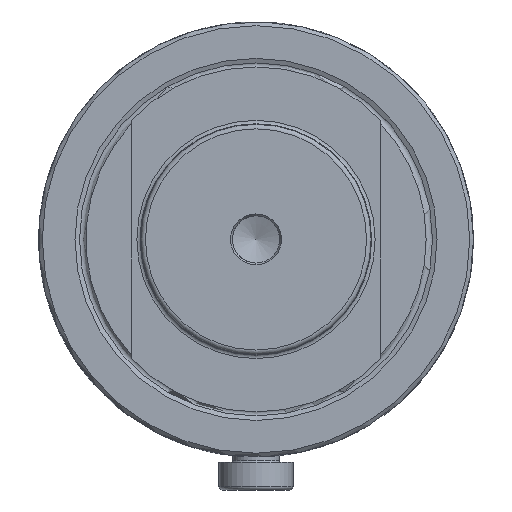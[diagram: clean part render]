
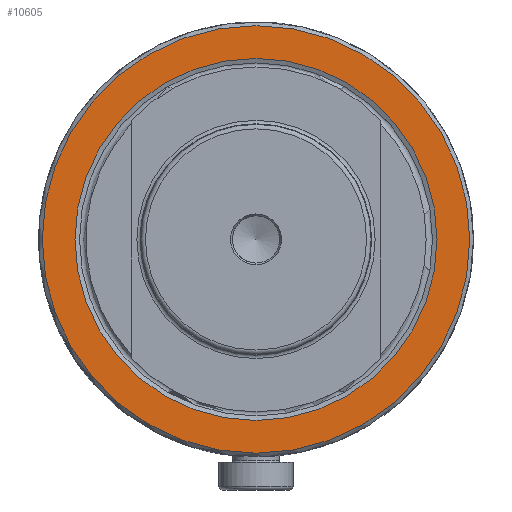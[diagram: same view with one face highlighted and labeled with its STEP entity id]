
A CAD part, left-side view. The second image highlights one B-rep face of the part: STEP entity #10605.
In plain terms, the highlighted planar face has unit normal (-1, 0, 0).
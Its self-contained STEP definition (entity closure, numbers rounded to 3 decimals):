
#437 = FACE_BOUND ( 'NONE', #19155, .T. ) ;
#3976 = EDGE_CURVE ( 'NONE', #13429, #13429, #24972, .T. ) ;
#4721 = CIRCLE ( 'NONE', #9514, 46.2 ) ;
#6229 = VERTEX_POINT ( 'NONE', #20725 ) ;
#6525 = AXIS2_PLACEMENT_3D ( 'NONE', #19088, #29623, #7412 ) ;
#7412 = DIRECTION ( 'NONE',  ( 0., -1., 0. ) ) ;
#9514 = AXIS2_PLACEMENT_3D ( 'NONE', #15253, #30312, #12794 ) ;
#9607 = CARTESIAN_POINT ( 'NONE',  ( -126., -39.126, 0. ) ) ;
#10605 = ADVANCED_FACE ( 'NONE', ( #437, #18687 ), #30452, .F. ) ;
#12794 = DIRECTION ( 'NONE',  ( 0., -1., 0. ) ) ;
#12836 = DIRECTION ( 'NONE',  ( 1., 0., 0. ) ) ;
#13429 = VERTEX_POINT ( 'NONE', #9607 ) ;
#15253 = CARTESIAN_POINT ( 'NONE',  ( -126., 0., 0. ) ) ;
#17508 = CARTESIAN_POINT ( 'NONE',  ( -126., 39.126, 0. ) ) ;
#18687 = FACE_OUTER_BOUND ( 'NONE', #24003, .T. ) ;
#19088 = CARTESIAN_POINT ( 'NONE',  ( -126., 0., 0. ) ) ;
#19155 = EDGE_LOOP ( 'NONE', ( #28135 ) ) ;
#19571 = EDGE_CURVE ( 'NONE', #6229, #6229, #4721, .T. ) ;
#20725 = CARTESIAN_POINT ( 'NONE',  ( -126., -46.2, 0. ) ) ;
#24003 = EDGE_LOOP ( 'NONE', ( #26490 ) ) ;
#24972 = CIRCLE ( 'NONE', #6525, 39.126 ) ;
#25612 = DIRECTION ( 'NONE',  ( 0., 1., 0. ) ) ;
#26490 = ORIENTED_EDGE ( 'NONE', *, *, #19571, .T. ) ;
#27702 = AXIS2_PLACEMENT_3D ( 'NONE', #17508, #12836, #25612 ) ;
#28135 = ORIENTED_EDGE ( 'NONE', *, *, #3976, .F. ) ;
#29623 = DIRECTION ( 'NONE',  ( -1., 0., 0. ) ) ;
#30312 = DIRECTION ( 'NONE',  ( -1., 0., 0. ) ) ;
#30452 = PLANE ( 'NONE',  #27702 ) ;
